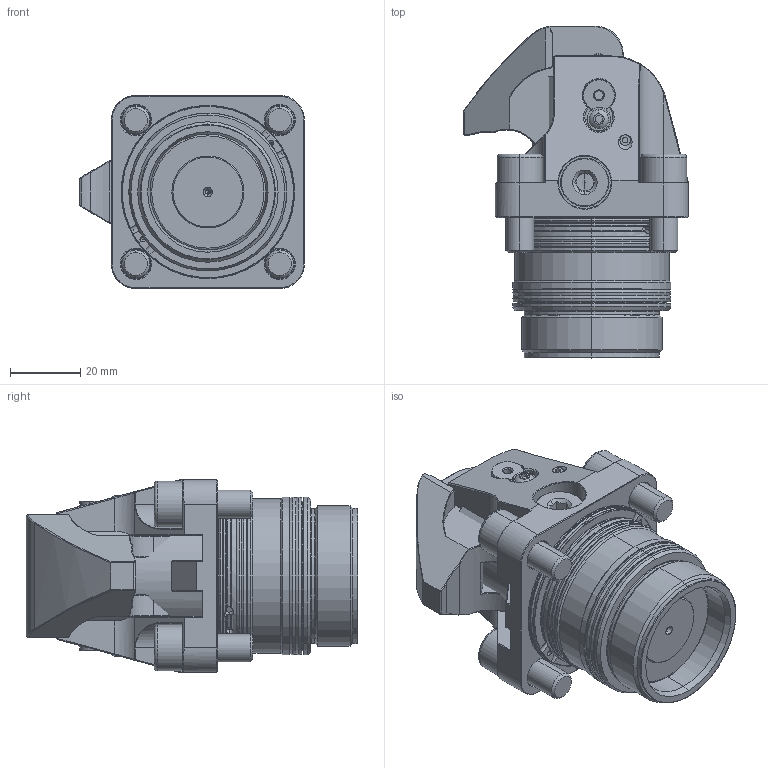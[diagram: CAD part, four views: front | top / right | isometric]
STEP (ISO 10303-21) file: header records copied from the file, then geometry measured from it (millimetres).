
FILE_DESCRIPTION (( 'STEP AP214' ), '1' );
FILE_NAME ('DLSP-A3308-010.step', '2025-12-19T09:50:48', ( '' ), ( '' ), 'SwSTEP 2.0', 'SolidWorks 2025', '' );
FILE_SCHEMA (( 'AUTOMOTIVE_DESIGN' ));
Length unit declared in the file: millimetre
Products named in the file (1): DLSP-A3308-010
Bounding box: 64.04 x 94.56 x 55 mm (x, y, z)
Volume: 152886.6 mm3; surface area: 42779.1 mm2
Topology: 18 solids, 19 shells, 921 faces, 2122 edges, 1267 vertices
Faces by surface type: plane 308, cone 253, cylinder 238, torus 82, bspline 36, sphere 4
Entity records: 32246 total; most frequent: CARTESIAN_POINT 11510, DIRECTION 4378, ORIENTED_EDGE 4212, EDGE_CURVE 2106, AXIS2_PLACEMENT_3D 1726, VERTEX_POINT 1267, EDGE_LOOP 991, LINE 926
